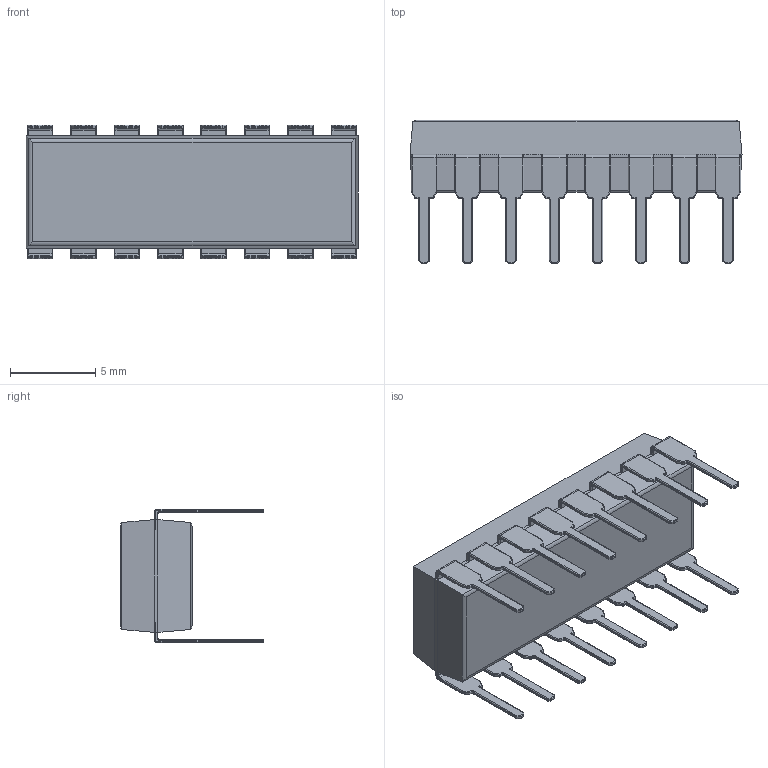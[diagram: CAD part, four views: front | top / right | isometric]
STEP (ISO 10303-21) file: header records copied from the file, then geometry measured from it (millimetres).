
FILE_DESCRIPTION (( 'STEP AP214' ), '1' );
FILE_NAME ('User Library-DIP16.STEP', '2010-10-21T12:48:25', ( 'SysAdmin' ), ( 'SolidWorks' ), 'SwSTEP 2.0', 'SolidWorks 2010', '' );
FILE_SCHEMA (( 'AUTOMOTIVE_DESIGN' ));
Length unit declared in the file: centimetre
Products named in the file (3): User Library-DIP16_K_X_F6rper DIP14-DIP16_1; User Library-DIP16_Pins Narrow_1; User Library-DIP16
Assembly tree (17 placements, depth 2):
  User Library-DIP16
    User Library-DIP16_Pins Narrow_1  x16
    User Library-DIP16_K_X_F6rper DIP14-DIP16_1
Bounding box: 19.43 x 8.38 x 7.82 mm (x, y, z)
Volume: 541.8 mm3; surface area: 732.3 mm2
Topology: 17 solids, 17 shells, 1305 faces, 2837 edges, 1438 vertices
Faces by surface type: cylinder 650, bspline 384, plane 271
Entity records: 4352 total; most frequent: CARTESIAN_POINT 896, DIRECTION 471, ORIENTED_EDGE 438, EDGE_CURVE 219, AXIS2_PLACEMENT_3D 175, VECTOR 121, LINE 121, VERTEX_POINT 118
